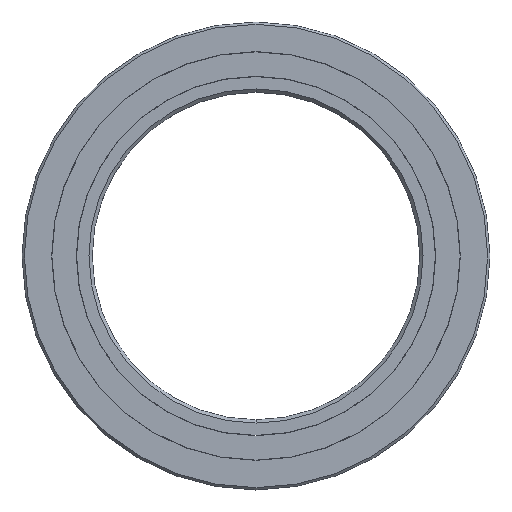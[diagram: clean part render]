
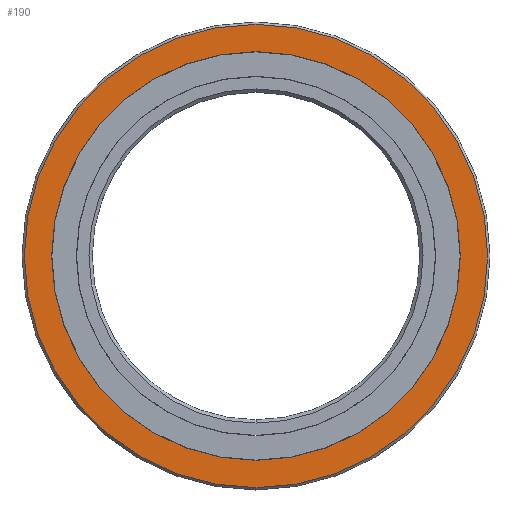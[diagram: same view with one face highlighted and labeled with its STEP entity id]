
A CAD part, top view. The second image highlights one B-rep face of the part: STEP entity #190.
In plain terms, the highlighted planar face has unit normal (0, 0, 1).
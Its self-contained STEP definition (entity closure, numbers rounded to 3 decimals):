
#9 = VERTEX_POINT ( 'NONE', #1783 ) ;
#28 = DIRECTION ( 'NONE',  ( 0., 0., 1. ) ) ;
#119 = AXIS2_PLACEMENT_3D ( 'NONE', #1040, #1642, #238 ) ;
#122 = CARTESIAN_POINT ( 'NONE',  ( 0., 21.833, 3.5 ) ) ;
#128 = CARTESIAN_POINT ( 'NONE',  ( 0., 23.15, 3.5 ) ) ;
#157 = CIRCLE ( 'NONE', #257, 21.833 ) ;
#190 = ADVANCED_FACE ( 'NONE', ( #1034, #1494 ), #1017, .F. ) ;
#204 = CARTESIAN_POINT ( 'NONE',  ( 0., -21.833, 3.5 ) ) ;
#238 = DIRECTION ( 'NONE',  ( 0., -1., 0. ) ) ;
#257 = AXIS2_PLACEMENT_3D ( 'NONE', #453, #1555, #423 ) ;
#329 = DIRECTION ( 'NONE',  ( 0., 1., 0. ) ) ;
#423 = DIRECTION ( 'NONE',  ( 0., -1., 0. ) ) ;
#427 = EDGE_LOOP ( 'NONE', ( #1180, #457 ) ) ;
#453 = CARTESIAN_POINT ( 'NONE',  ( 0., 0., 3.5 ) ) ;
#457 = ORIENTED_EDGE ( 'NONE', *, *, #1533, .F. ) ;
#483 = CIRCLE ( 'NONE', #780, 24.75 ) ;
#527 = AXIS2_PLACEMENT_3D ( 'NONE', #128, #1983, #1342 ) ;
#613 = CIRCLE ( 'NONE', #119, 21.833 ) ;
#719 = VERTEX_POINT ( 'NONE', #122 ) ;
#780 = AXIS2_PLACEMENT_3D ( 'NONE', #1566, #28, #1586 ) ;
#818 = CIRCLE ( 'NONE', #2033, 24.75 ) ;
#1008 = VERTEX_POINT ( 'NONE', #1335 ) ;
#1017 = PLANE ( 'NONE',  #527 ) ;
#1034 = FACE_OUTER_BOUND ( 'NONE', #1418, .T. ) ;
#1040 = CARTESIAN_POINT ( 'NONE',  ( 0., 0., 3.5 ) ) ;
#1047 = EDGE_CURVE ( 'NONE', #1249, #719, #613, .T. ) ;
#1095 = ORIENTED_EDGE ( 'NONE', *, *, #1854, .T. ) ;
#1180 = ORIENTED_EDGE ( 'NONE', *, *, #1047, .F. ) ;
#1246 = ORIENTED_EDGE ( 'NONE', *, *, #1689, .T. ) ;
#1249 = VERTEX_POINT ( 'NONE', #204 ) ;
#1324 = CARTESIAN_POINT ( 'NONE',  ( 0., 0., 3.5 ) ) ;
#1333 = DIRECTION ( 'NONE',  ( 0., 0., 1. ) ) ;
#1335 = CARTESIAN_POINT ( 'NONE',  ( -24.75, 0., 3.5 ) ) ;
#1342 = DIRECTION ( 'NONE',  ( 0., 1., 0. ) ) ;
#1418 = EDGE_LOOP ( 'NONE', ( #1246, #1095 ) ) ;
#1494 = FACE_BOUND ( 'NONE', #427, .T. ) ;
#1533 = EDGE_CURVE ( 'NONE', #719, #1249, #157, .T. ) ;
#1555 = DIRECTION ( 'NONE',  ( 0., 0., 1. ) ) ;
#1566 = CARTESIAN_POINT ( 'NONE',  ( 0., 0., 3.5 ) ) ;
#1586 = DIRECTION ( 'NONE',  ( 0., 1., 0. ) ) ;
#1642 = DIRECTION ( 'NONE',  ( 0., 0., 1. ) ) ;
#1689 = EDGE_CURVE ( 'NONE', #1008, #9, #483, .T. ) ;
#1783 = CARTESIAN_POINT ( 'NONE',  ( 24.75, 0., 3.5 ) ) ;
#1854 = EDGE_CURVE ( 'NONE', #9, #1008, #818, .T. ) ;
#1983 = DIRECTION ( 'NONE',  ( 0., 0., -1. ) ) ;
#2033 = AXIS2_PLACEMENT_3D ( 'NONE', #1324, #1333, #329 ) ;
